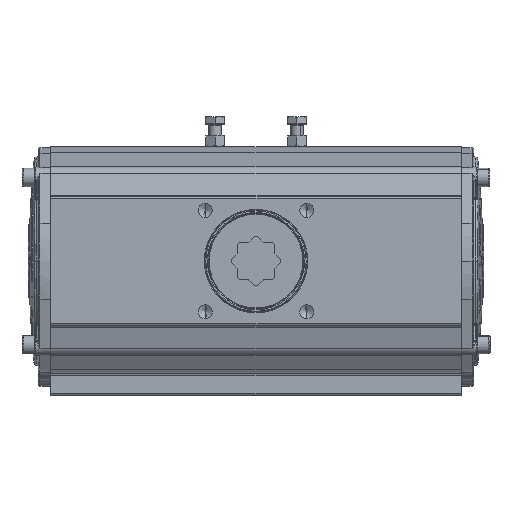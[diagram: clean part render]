
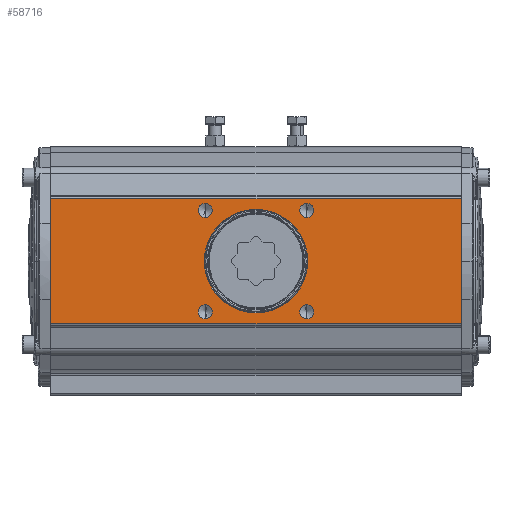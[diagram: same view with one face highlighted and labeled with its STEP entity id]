
A CAD part, front view. The second image highlights one B-rep face of the part: STEP entity #58716.
In plain terms, the highlighted face is planar.
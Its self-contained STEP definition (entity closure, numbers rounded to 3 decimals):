
#15431 = DIRECTION ( 'NONE',  ( -1., 0., 0. ) ) ;
#15432 = DIRECTION ( 'NONE',  ( 0., 0., 1. ) ) ;
#15433 = CARTESIAN_POINT ( 'NONE',  ( 24.124, -0.323, -142.5 ) ) ;
#15444 = CIRCLE ( 'NONE', #15451, 50.5 ) ;
#15451 = AXIS2_PLACEMENT_3D ( 'NONE', #15433, #15432, #15431 ) ;
#15641 = CIRCLE ( 'NONE', #15691, 6.917 ) ;
#15688 = DIRECTION ( 'NONE',  ( 1., 0., 0. ) ) ;
#15689 = DIRECTION ( 'NONE',  ( 0., 0., 1. ) ) ;
#15690 = CARTESIAN_POINT ( 'NONE',  ( 73.622, 49.175, -142.5 ) ) ;
#15691 = AXIS2_PLACEMENT_3D ( 'NONE', #15690, #15689, #15688 ) ;
#15849 = AXIS2_PLACEMENT_3D ( 'NONE', #15887, #15886, #15885 ) ;
#15872 = DIRECTION ( 'NONE',  ( 1., 0., 0. ) ) ;
#15873 = DIRECTION ( 'NONE',  ( 0., 0., 1. ) ) ;
#15874 = AXIS2_PLACEMENT_3D ( 'NONE', #15883, #15873, #15872 ) ;
#15876 = CIRCLE ( 'NONE', #15874, 6.917 ) ;
#15883 = CARTESIAN_POINT ( 'NONE',  ( 73.622, -49.82, -142.5 ) ) ;
#15885 = DIRECTION ( 'NONE',  ( 1., 0., 0. ) ) ;
#15886 = DIRECTION ( 'NONE',  ( 0., 0., 1. ) ) ;
#15887 = CARTESIAN_POINT ( 'NONE',  ( -25.373, -49.82, -142.5 ) ) ;
#15890 = CIRCLE ( 'NONE', #15849, 6.917 ) ;
#16053 = CARTESIAN_POINT ( 'NONE',  ( -25.373, 49.175, -142.5 ) ) ;
#16058 = CIRCLE ( 'NONE', #16111, 6.917 ) ;
#16109 = DIRECTION ( 'NONE',  ( 1., 0., 0. ) ) ;
#16110 = DIRECTION ( 'NONE',  ( 0., 0., 1. ) ) ;
#16111 = AXIS2_PLACEMENT_3D ( 'NONE', #16053, #16110, #16109 ) ;
#31711 = CARTESIAN_POINT ( 'NONE',  ( 80.539, -49.82, -142.5 ) ) ;
#32211 = DIRECTION ( 'NONE',  ( 1., 0., 0. ) ) ;
#32212 = DIRECTION ( 'NONE',  ( 0., 0., 1. ) ) ;
#32213 = CARTESIAN_POINT ( 'NONE',  ( 73.622, 49.175, -142.5 ) ) ;
#32215 = AXIS2_PLACEMENT_3D ( 'NONE', #32213, #32212, #32211 ) ;
#32216 = CIRCLE ( 'NONE', #32215, 6.917 ) ;
#32332 = CIRCLE ( 'NONE', #32366, 6.917 ) ;
#32354 = CARTESIAN_POINT ( 'NONE',  ( 73.622, -49.82, -142.5 ) ) ;
#32366 = AXIS2_PLACEMENT_3D ( 'NONE', #32354, #32400, #32399 ) ;
#32399 = DIRECTION ( 'NONE',  ( 1., 0., 0. ) ) ;
#32400 = DIRECTION ( 'NONE',  ( 0., 0., 1. ) ) ;
#32419 = CARTESIAN_POINT ( 'NONE',  ( 66.704, -49.82, -142.5 ) ) ;
#32498 = CARTESIAN_POINT ( 'NONE',  ( 80.539, 49.175, -142.5 ) ) ;
#32528 = CARTESIAN_POINT ( 'NONE',  ( 66.704, 49.175, -142.5 ) ) ;
#34528 = CARTESIAN_POINT ( 'NONE',  ( -25.373, -49.82, -142.5 ) ) ;
#34559 = CIRCLE ( 'NONE', #34571, 6.917 ) ;
#34571 = AXIS2_PLACEMENT_3D ( 'NONE', #34528, #34623, #34622 ) ;
#34622 = DIRECTION ( 'NONE',  ( 1., 0., 0. ) ) ;
#34623 = DIRECTION ( 'NONE',  ( 0., 0., 1. ) ) ;
#34692 = CARTESIAN_POINT ( 'NONE',  ( -18.456, -49.82, -142.5 ) ) ;
#34697 = CARTESIAN_POINT ( 'NONE',  ( -32.291, -49.82, -142.5 ) ) ;
#45400 = VERTEX_POINT ( 'NONE', #103013 ) ;
#45616 = EDGE_CURVE ( 'NONE', #45785, #46506, #103209, .T. ) ;
#45774 = EDGE_CURVE ( 'NONE', #45400, #46507, #103416, .T. ) ;
#45785 = VERTEX_POINT ( 'NONE', #103468 ) ;
#46506 = VERTEX_POINT ( 'NONE', #104161 ) ;
#46507 = VERTEX_POINT ( 'NONE', #104126 ) ;
#47915 = VERTEX_POINT ( 'NONE', #31711 ) ;
#48415 = EDGE_CURVE ( 'NONE', #48715, #48670, #32216, .T. ) ;
#48581 = EDGE_CURVE ( 'NONE', #48607, #47915, #32332, .T. ) ;
#48607 = VERTEX_POINT ( 'NONE', #32419 ) ;
#48670 = VERTEX_POINT ( 'NONE', #32498 ) ;
#48715 = VERTEX_POINT ( 'NONE', #32528 ) ;
#50953 = EDGE_CURVE ( 'NONE', #51039, #51069, #34559, .T. ) ;
#51039 = VERTEX_POINT ( 'NONE', #34697 ) ;
#51069 = VERTEX_POINT ( 'NONE', #34692 ) ;
#58484 = EDGE_LOOP ( 'NONE', ( #58939, #58973 ) ) ;
#58571 = ORIENTED_EDGE ( 'NONE', *, *, #71267, .T. ) ;
#58608 = EDGE_LOOP ( 'NONE', ( #58625, #58732 ) ) ;
#58616 = ORIENTED_EDGE ( 'NONE', *, *, #71475, .T. ) ;
#58625 = ORIENTED_EDGE ( 'NONE', *, *, #71488, .T. ) ;
#58664 = EDGE_CURVE ( 'NONE', #58705, #58814, #137208, .T. ) ;
#58705 = VERTEX_POINT ( 'NONE', #137255 ) ;
#58716 = ADVANCED_FACE ( 'NONE', ( #137227, #137236, #137293, #137289, #137288, #137287 ), #137292, .T. ) ;
#58719 = ORIENTED_EDGE ( 'NONE', *, *, #48415, .T. ) ;
#58725 = ORIENTED_EDGE ( 'NONE', *, *, #45774, .T. ) ;
#58727 = ORIENTED_EDGE ( 'NONE', *, *, #50953, .T. ) ;
#58732 = ORIENTED_EDGE ( 'NONE', *, *, #48581, .T. ) ;
#58736 = EDGE_CURVE ( 'NONE', #58975, #58814, #137273, .T. ) ;
#58740 = ORIENTED_EDGE ( 'NONE', *, *, #71411, .T. ) ;
#58783 = EDGE_LOOP ( 'NONE', ( #58725, #58571 ) ) ;
#58814 = VERTEX_POINT ( 'NONE', #137298 ) ;
#58824 = ORIENTED_EDGE ( 'NONE', *, *, #58844, .F. ) ;
#58834 = EDGE_LOOP ( 'NONE', ( #58824, #58858, #58952, #58865 ) ) ;
#58844 = EDGE_CURVE ( 'NONE', #58950, #58705, #137326, .T. ) ;
#58850 = EDGE_CURVE ( 'NONE', #58975, #58950, #137336, .T. ) ;
#58858 = ORIENTED_EDGE ( 'NONE', *, *, #58850, .F. ) ;
#58865 = ORIENTED_EDGE ( 'NONE', *, *, #58664, .F. ) ;
#58939 = ORIENTED_EDGE ( 'NONE', *, *, #71524, .T. ) ;
#58944 = EDGE_LOOP ( 'NONE', ( #58740, #58719 ) ) ;
#58947 = EDGE_LOOP ( 'NONE', ( #58616, #58727 ) ) ;
#58950 = VERTEX_POINT ( 'NONE', #137394 ) ;
#58952 = ORIENTED_EDGE ( 'NONE', *, *, #58736, .T. ) ;
#58973 = ORIENTED_EDGE ( 'NONE', *, *, #45616, .T. ) ;
#58975 = VERTEX_POINT ( 'NONE', #137449 ) ;
#71267 = EDGE_CURVE ( 'NONE', #46507, #45400, #15444, .T. ) ;
#71411 = EDGE_CURVE ( 'NONE', #48670, #48715, #15641, .T. ) ;
#71475 = EDGE_CURVE ( 'NONE', #51069, #51039, #15890, .T. ) ;
#71488 = EDGE_CURVE ( 'NONE', #47915, #48607, #15876, .T. ) ;
#71524 = EDGE_CURVE ( 'NONE', #46506, #45785, #16058, .T. ) ;
#101653 = DIRECTION ( 'NONE',  ( 0., 0., 1. ) ) ;
#101654 = CARTESIAN_POINT ( 'NONE',  ( 24.124, -0.323, -142.5 ) ) ;
#101875 = DIRECTION ( 'NONE',  ( -1., 0., 0. ) ) ;
#103013 = CARTESIAN_POINT ( 'NONE',  ( -26.376, -0.323, -142.5 ) ) ;
#103206 = DIRECTION ( 'NONE',  ( 1., 0., 0. ) ) ;
#103207 = DIRECTION ( 'NONE',  ( 0., 0., 1. ) ) ;
#103208 = CARTESIAN_POINT ( 'NONE',  ( -25.373, 49.175, -142.5 ) ) ;
#103209 = CIRCLE ( 'NONE', #103216, 6.917 ) ;
#103216 = AXIS2_PLACEMENT_3D ( 'NONE', #103208, #103207, #103206 ) ;
#103415 = AXIS2_PLACEMENT_3D ( 'NONE', #101654, #101653, #101875 ) ;
#103416 = CIRCLE ( 'NONE', #103415, 50.5 ) ;
#103468 = CARTESIAN_POINT ( 'NONE',  ( -32.291, 49.175, -142.5 ) ) ;
#104126 = CARTESIAN_POINT ( 'NONE',  ( 74.624, -0.323, -142.5 ) ) ;
#104161 = CARTESIAN_POINT ( 'NONE',  ( -18.456, 49.175, -142.5 ) ) ;
#137200 = VECTOR ( 'NONE', #137201, 1000. ) ;
#137201 = DIRECTION ( 'NONE',  ( 1., 0., 0. ) ) ;
#137202 = CARTESIAN_POINT ( 'NONE',  ( -89.801, -200.823, -142.5 ) ) ;
#137208 = LINE ( 'NONE', #137202, #137200 ) ;
#137226 = CARTESIAN_POINT ( 'NONE',  ( 85.124, -200.823, -142.5 ) ) ;
#137227 = FACE_BOUND ( 'NONE', #58783, .T. ) ;
#137235 = DIRECTION ( 'NONE',  ( 0., 0., -1. ) ) ;
#137236 = FACE_BOUND ( 'NONE', #58484, .T. ) ;
#137237 = DIRECTION ( 'NONE',  ( -1., 0., 0. ) ) ;
#137255 = CARTESIAN_POINT ( 'NONE',  ( -36.876, -200.823, -142.5 ) ) ;
#137267 = DIRECTION ( 'NONE',  ( 0., -1., 0. ) ) ;
#137268 = VECTOR ( 'NONE', #137267, 1000. ) ;
#137272 = CARTESIAN_POINT ( 'NONE',  ( 85.124, -0.323, -142.5 ) ) ;
#137273 = LINE ( 'NONE', #137272, #137268 ) ;
#137287 = FACE_OUTER_BOUND ( 'NONE', #58834, .T. ) ;
#137288 = FACE_BOUND ( 'NONE', #58947, .T. ) ;
#137289 = FACE_BOUND ( 'NONE', #58608, .T. ) ;
#137290 = AXIS2_PLACEMENT_3D ( 'NONE', #137226, #137235, #137237 ) ;
#137292 = PLANE ( 'NONE',  #137290 ) ;
#137293 = FACE_BOUND ( 'NONE', #58944, .T. ) ;
#137298 = CARTESIAN_POINT ( 'NONE',  ( 85.124, -200.823, -142.5 ) ) ;
#137325 = CARTESIAN_POINT ( 'NONE',  ( -36.876, -0.323, -142.5 ) ) ;
#137326 = LINE ( 'NONE', #137325, #137385 ) ;
#137336 = LINE ( 'NONE', #137379, #137377 ) ;
#137376 = DIRECTION ( 'NONE',  ( -1., 0., 0. ) ) ;
#137377 = VECTOR ( 'NONE', #137376, 1000. ) ;
#137379 = CARTESIAN_POINT ( 'NONE',  ( -89.801, 200.177, -142.5 ) ) ;
#137384 = DIRECTION ( 'NONE',  ( 0., -1., 0. ) ) ;
#137385 = VECTOR ( 'NONE', #137384, 1000. ) ;
#137394 = CARTESIAN_POINT ( 'NONE',  ( -36.876, 200.177, -142.5 ) ) ;
#137449 = CARTESIAN_POINT ( 'NONE',  ( 85.124, 200.177, -142.5 ) ) ;
